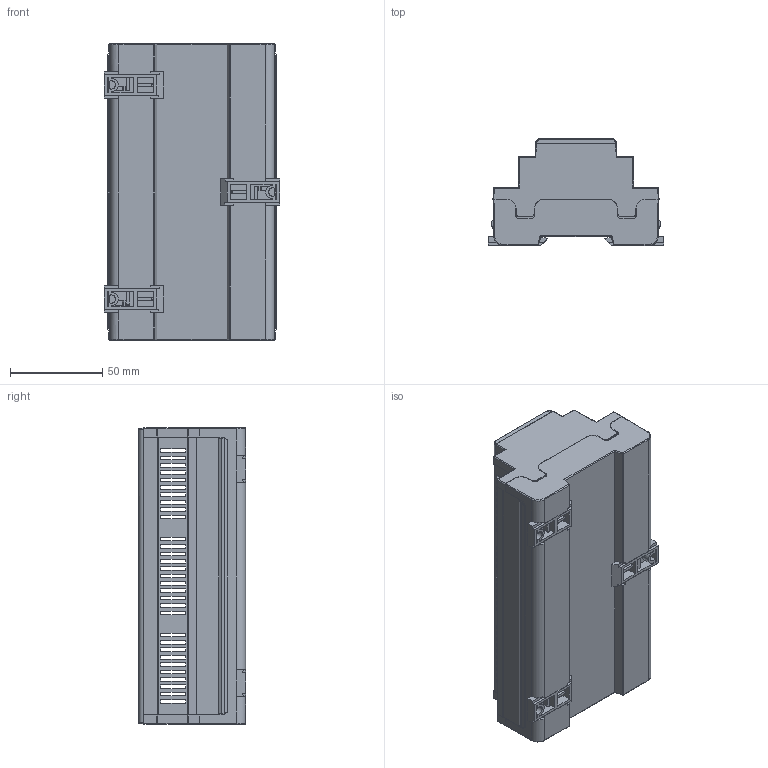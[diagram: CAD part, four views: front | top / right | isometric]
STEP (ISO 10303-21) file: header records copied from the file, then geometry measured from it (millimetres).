
FILE_DESCRIPTION (( 'STEP AP203' ), '1' );
FILE_NAME ('449-370-50.STEP', '2021-08-24T13:56:15', ( '' ), ( '' ), 'SwSTEP 2.0', 'SolidWorks 2018', '' );
FILE_SCHEMA (( 'CONFIG_CONTROL_DESIGN' ));
Length unit declared in the file: centimetre
Products named in the file (5): 044937001; 044900300; 044937051; 044900400_044900400; 449-370-50
Assembly tree (7 placements, depth 2):
  449-370-50
    044937001
    044937051
    044900300  x3
    044900400_044900400  x2
Bounding box: 95 x 58 x 160.6 mm (x, y, z)
Volume: 90890.3 mm3; surface area: 127719.4 mm2
Topology: 7 solids, 7 shells, 1423 faces, 3965 edges, 2590 vertices
Faces by surface type: plane 1215, cylinder 184, sphere 12, cone 4, torus 4, bspline 4
Entity records: 37620 total; most frequent: CARTESIAN_POINT 6858, ORIENTED_EDGE 6478, DIRECTION 5805, EDGE_CURVE 3239, LINE 2863, VECTOR 2863, VERTEX_POINT 2124, AXIS2_PLACEMENT_3D 1471
